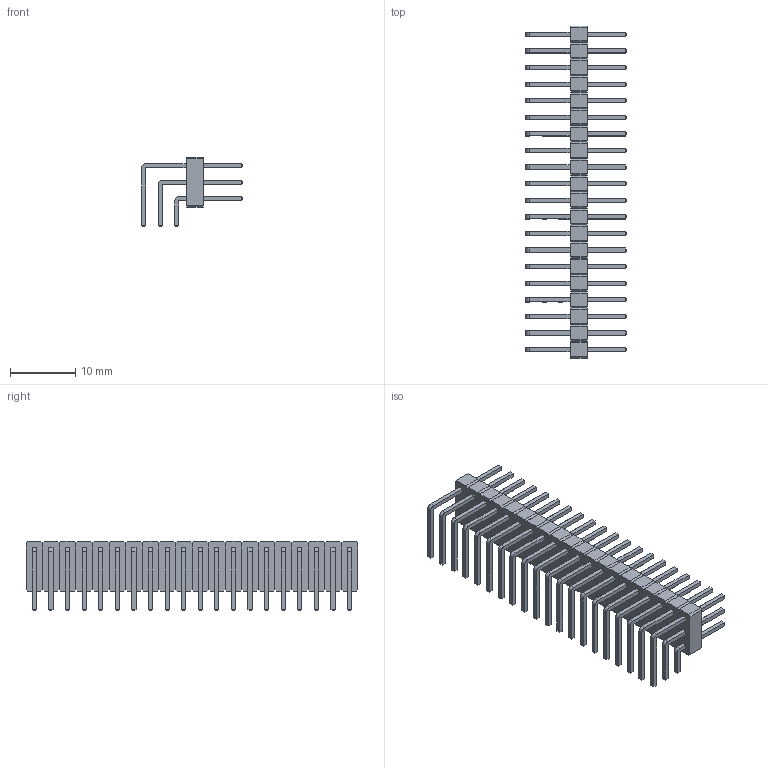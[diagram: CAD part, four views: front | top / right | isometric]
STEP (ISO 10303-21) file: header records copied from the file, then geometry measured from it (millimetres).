
FILE_DESCRIPTION(('FreeCAD Model'),'2;1');
FILE_NAME('Open CASCADE Shape Model','2022-01-07T04:49:27',( 'kicad StepUp'),('ksu MCAD'),'Open CASCADE STEP processor 7.5', 'FreeCAD','Unknown');
FILE_SCHEMA(('AUTOMOTIVE_DESIGN { 1 0 10303 214 1 1 1 1 }'));
Length unit declared in the file: millimetre
Products named in the file (1): PinHeader_3x20_P2.54mm_Horizontal
Bounding box: 15.44 x 50.8 x 10.62 mm (x, y, z)
Volume: 1384.1 mm3; surface area: 5084.5 mm2
Topology: 80 solids, 80 shells, 1460 faces, 3420 edges, 2120 vertices
Faces by surface type: plane 1400, cylinder 60
Entity records: 51341 total; most frequent: CARTESIAN_POINT 7001, ORIENTED_EDGE 6840, DIRECTION 6462, EDGE_CURVE 3420, LINE 3300, VECTOR 3300, VERTEX_POINT 2120, AXIS2_PLACEMENT_3D 1581
